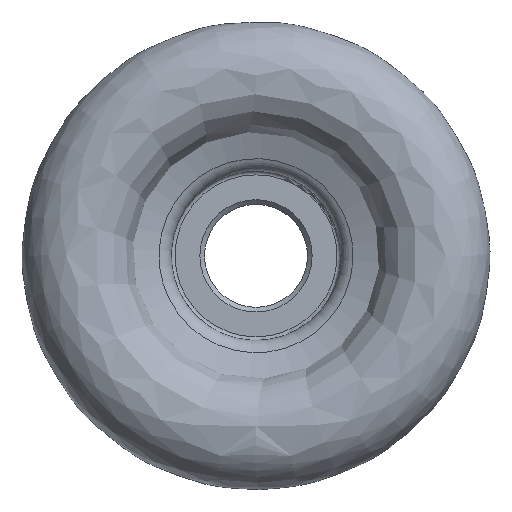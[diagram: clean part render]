
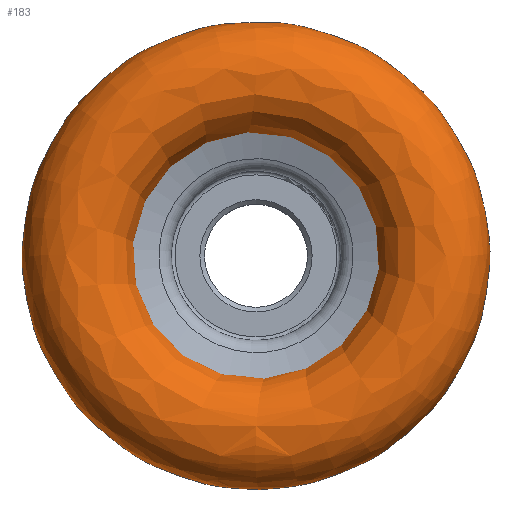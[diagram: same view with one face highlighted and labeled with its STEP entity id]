
A CAD part, top view. The second image highlights one B-rep face of the part: STEP entity #183.
In plain terms, the highlighted face is a revolution surface.
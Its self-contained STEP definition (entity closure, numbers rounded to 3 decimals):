
#31=SURFACE_OF_REVOLUTION('',#231,#32);
#32=AXIS1_PLACEMENT('',#1680,#1269);
#33=VERTEX_LOOP('',#742);
#183=ADVANCED_FACE('',(#352),#31,.F.);
#231=B_SPLINE_CURVE_WITH_KNOTS('',3,(#1645,#1646,#1647,#1648,#1649,#1650,
#1651,#1652,#1653,#1654,#1655,#1656,#1657,#1658,#1659,#1660,#1661,#1662,
#1663,#1664,#1665,#1666,#1667,#1668,#1669,#1670,#1671,#1672,#1673,#1674,
#1675,#1676,#1677,#1678,#1679),.UNSPECIFIED.,.T.,.F.,(1,1,2,1,1,1,1,1,1,
1,1,1,1,1,1,1,1,1,1,1,1,1,1,1,1,1,1,1,1,1,1,1,1,1,2,1,1),(-0.063,-0.031,
0.,0.031,0.063,0.094,0.125,0.156,0.188,0.219,0.25,0.281,0.313,
0.344,0.375,0.406,0.438,0.469,0.5,0.531,0.563,0.594,0.625,0.656,
0.688,0.719,0.75,0.781,0.813,0.844,0.875,0.906,0.938,0.969,
1.,1.031,1.063),.UNSPECIFIED.);
#352=FACE_BOUND('',#33,.T.);
#742=VERTEX_POINT('',#1644);
#1269=DIRECTION('',(0.,0.,-1.));
#1644=CARTESIAN_POINT('',(1.458,-19.043,28.089));
#1645=CARTESIAN_POINT('',(1.479,-18.651,28.089));
#1646=CARTESIAN_POINT('',(1.438,-19.435,28.089));
#1647=CARTESIAN_POINT('',(1.387,-20.219,28.166));
#1648=CARTESIAN_POINT('',(1.286,-21.348,28.507));
#1649=CARTESIAN_POINT('',(1.164,-22.387,29.061));
#1650=CARTESIAN_POINT('',(1.025,-23.296,29.806));
#1651=CARTESIAN_POINT('',(0.874,-24.04,30.715));
#1652=CARTESIAN_POINT('',(0.718,-24.591,31.751));
#1653=CARTESIAN_POINT('',(0.562,-24.927,32.875));
#1654=CARTESIAN_POINT('',(0.413,-25.035,34.045));
#1655=CARTESIAN_POINT('',(0.276,-24.912,35.214));
#1656=CARTESIAN_POINT('',(0.156,-24.561,36.338));
#1657=CARTESIAN_POINT('',(0.059,-23.997,37.375));
#1658=CARTESIAN_POINT('',(-0.013,-23.242,38.283));
#1659=CARTESIAN_POINT('',(-0.057,-22.323,39.028));
#1660=CARTESIAN_POINT('',(-0.07,-21.277,39.582));
#1661=CARTESIAN_POINT('',(-0.052,-20.143,39.923));
#1662=CARTESIAN_POINT('',(-0.005,-18.966,40.038));
#1663=CARTESIAN_POINT('',(0.071,-17.79,39.923));
#1664=CARTESIAN_POINT('',(0.172,-16.661,39.582));
#1665=CARTESIAN_POINT('',(0.295,-15.622,39.028));
#1666=CARTESIAN_POINT('',(0.434,-14.713,38.283));
#1667=CARTESIAN_POINT('',(0.584,-13.969,37.375));
#1668=CARTESIAN_POINT('',(0.74,-13.418,36.338));
#1669=CARTESIAN_POINT('',(0.896,-13.083,35.214));
#1670=CARTESIAN_POINT('',(1.045,-12.974,34.045));
#1671=CARTESIAN_POINT('',(1.182,-13.098,32.875));
#1672=CARTESIAN_POINT('',(1.302,-13.448,31.751));
#1673=CARTESIAN_POINT('',(1.4,-14.012,30.715));
#1674=CARTESIAN_POINT('',(1.472,-14.768,29.806));
#1675=CARTESIAN_POINT('',(1.515,-15.686,29.061));
#1676=CARTESIAN_POINT('',(1.528,-16.732,28.507));
#1677=CARTESIAN_POINT('',(1.511,-17.866,28.166));
#1678=CARTESIAN_POINT('',(1.479,-18.651,28.089));
#1679=CARTESIAN_POINT('',(1.438,-19.435,28.089));
#1680=CARTESIAN_POINT('',(0.,0.,0.));
